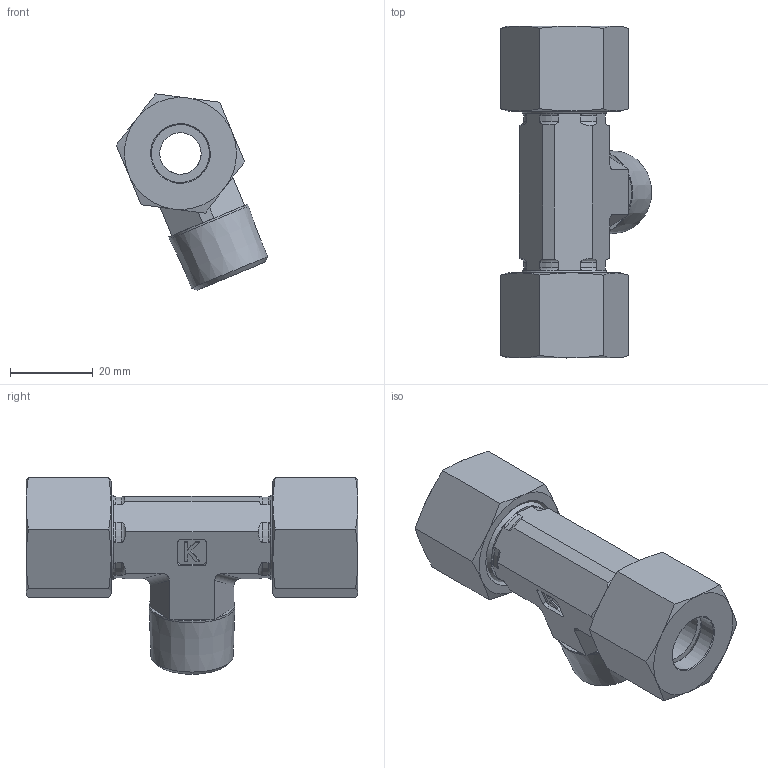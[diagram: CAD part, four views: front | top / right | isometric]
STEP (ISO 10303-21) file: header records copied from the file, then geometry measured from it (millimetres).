
FILE_DESCRIPTION((''),'2;1');
FILE_NAME('27003142022.stp','2014-08-21T15:23:50',(''),('KNOMI spol. s r. o.'),'Autodesk Inventor 2012','Autodesk Inventor 2012','');
FILE_SCHEMA(('AUTOMOTIVE_DESIGN { 1 2 10303 214 0 1 1 1 }'));
Length unit declared in the file: millimetre
Products named in the file (4): THCM3K  14SMkuž M20K/M22; 26003142022; 3981422; 40814
Assembly tree (5 placements, depth 2):
  THCM3K  14SMkuž M20K/M22
    26003142022
    3981422  x2
    40814  x2
Bounding box: 36.49 x 80 x 47.37 mm (x, y, z)
Volume: 35113.8 mm3; surface area: 18904.7 mm2
Topology: 5 solids, 5 shells, 200 faces, 519 edges, 337 vertices
Faces by surface type: plane 88, cone 47, cylinder 39, torus 26
Full cylindrical faces by diameter (mm): 10 x2, 14 x6, 16.2 x2, 19 x2, 20.376 x2, 20.657 x1, 22 x2
Entity records: 5474 total; most frequent: CARTESIAN_POINT 1348, ORIENTED_EDGE 790, DIRECTION 785, EDGE_CURVE 395, AXIS2_PLACEMENT_3D 311, VERTEX_POINT 269, EDGE_LOOP 206, STYLED_ITEM 173
